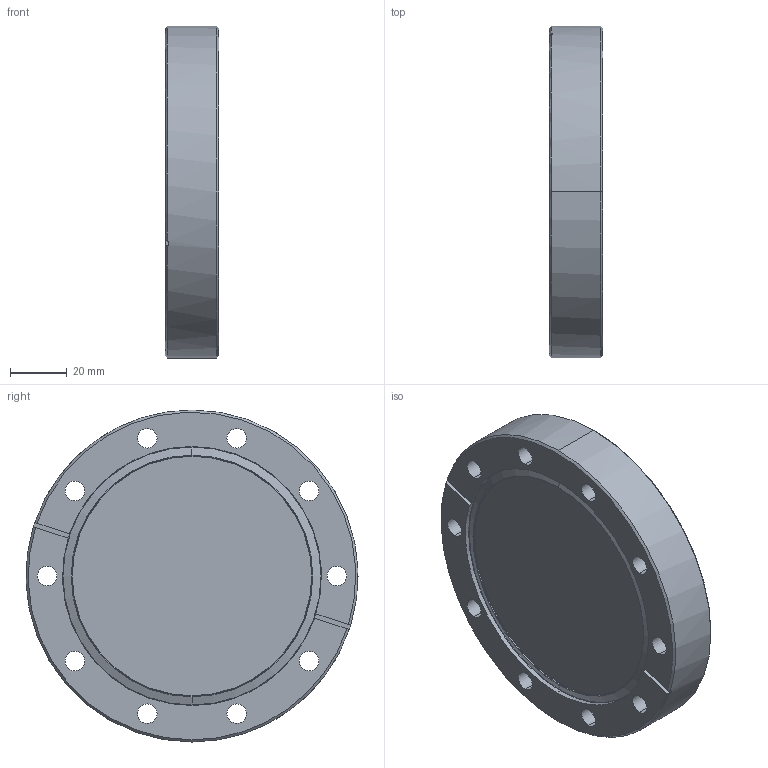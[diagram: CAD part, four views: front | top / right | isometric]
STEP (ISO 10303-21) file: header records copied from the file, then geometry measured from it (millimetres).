
FILE_DESCRIPTION (( 'STEP AP203' ), '1' );
FILE_NAME ('130022_E.STEP', '2024-03-19T07:06:24', ( '' ), ( '' ), 'SwSTEP 2.0', 'SolidWorks 2022', '' );
FILE_SCHEMA (( 'CONFIG_CONTROL_DESIGN' ));
Length unit declared in the file: inch
Products named in the file (1): 130022_E
Bounding box: 19.05 x 117.35 x 117.35 mm (x, y, z)
Volume: 190140.4 mm3; surface area: 32431.6 mm2
Topology: 1 solids, 1 shells, 49 faces, 128 edges, 81 vertices
Faces by surface type: cylinder 24, plane 10, cone 9, torus 6
Entity records: 1658 total; most frequent: DIRECTION 301, CARTESIAN_POINT 271, ORIENTED_EDGE 256, EDGE_CURVE 128, AXIS2_PLACEMENT_3D 127, VERTEX_POINT 81, CIRCLE 77, EDGE_LOOP 69
